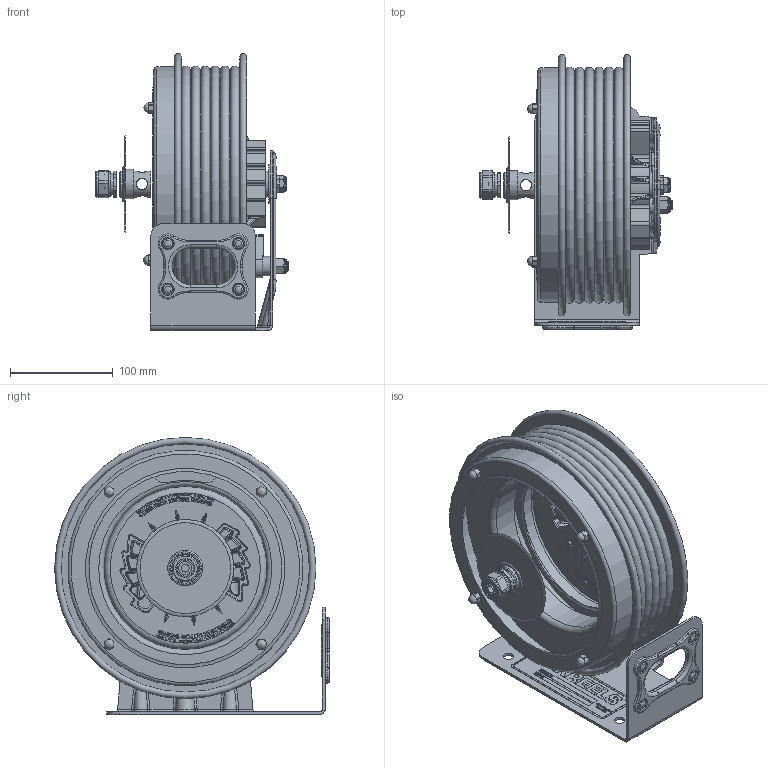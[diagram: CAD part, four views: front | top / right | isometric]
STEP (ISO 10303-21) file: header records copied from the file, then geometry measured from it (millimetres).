
FILE_DESCRIPTION(/* description */ (''),/* implementation_level */ '2;1');
FILE_NAME(/* name */ 'PC10-3016-C_SHARED.stp',/* time_stamp */ '2020-03-10T09:46:47-07:00',/* author */ ('NMelton'),/* organization */ (''),/* preprocessor_version */ 'ST-DEVELOPER v17',/* originating_system */ 'Autodesk Inventor 2019',/* authorisation */ '');
FILE_SCHEMA (('AUTOMOTIVE_DESIGN { 1 0 10303 214 3 1 1 }'));
Products named in the file (1): PC10-3016-C_SHARED
Bounding box: 186.75 x 267.1 x 269.36 mm (x, y, z)
Surface area: 520180.7 mm2 (no closed solid volume)
Topology: 0 solids, 90 shells, 3189 faces, 10943 edges, 7667 vertices
Faces by surface type: plane 1752, bspline 906, cylinder 344, torus 155, cone 24, sphere 8
Full cylindrical faces by diameter (mm): 2.54 x1, 3.048 x1, 7.62 x1, 7.925 x1, 9.525 x1, 10.16 x4, 10.317 x4, 10.668 x5, 12.446 x1, 12.509 x1, 12.7 x1, 13.843 x2, 15.875 x1, 18.542 x1, 19.05 x2, 20.625 x2, 21.488 x1, 23.698 x1, 25.4 x3, 26.568 x1, 28.702 x1, 34.112 x1, 38.1 x1, 158.75 x2, 203.2 x1, 228.6 x1
Entity records: 144731 total; most frequent: CARTESIAN_POINT 54789, ORIENTED_EDGE 18489, DIRECTION 14310, EDGE_CURVE 10925, VERTEX_POINT 7667, LINE 6774, VECTOR 6774, AXIS2_PLACEMENT_3D 3768
